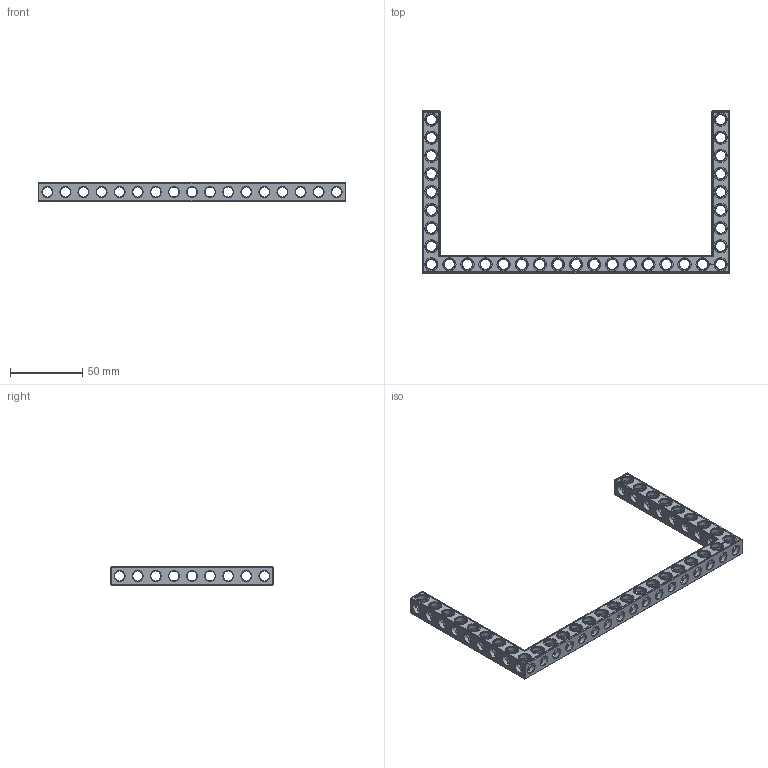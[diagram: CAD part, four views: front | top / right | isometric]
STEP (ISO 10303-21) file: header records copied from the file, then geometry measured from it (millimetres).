
FILE_DESCRIPTION(('FreeCAD Model'),'2;1');
FILE_NAME('Open CASCADE Shape Model','2022-03-06T17:31:27',('Author'),( ''),'Open CASCADE STEP processor 7.5','FreeCAD','Unknown');
FILE_SCHEMA(('AUTOMOTIVE_DESIGN { 1 0 10303 214 1 1 1 1 }'));
Products named in the file (1): Beam AGD ESS USH SYM BU17x09x01 - SPN-BEM-0582 (stemfie.org)
Bounding box: 212.5 x 112.5 x 12.5 mm (x, y, z)
Volume: 32237.8 mm3; surface area: 28820.6 mm2
Topology: 1 solids, 1 shells, 914 faces, 2778 edges, 1801 vertices
Faces by surface type: plane 405, cylinder 199, extrusion 176, cone 134
Full cylindrical faces by diameter (mm): 6.98 x20, 7 x146, 9.2 x33
Entity records: 155474 total; most frequent: CARTESIAN_POINT 103585, DIRECTION 8422, ORIENTED_EDGE 5556, PCURVE 5556, DEFINITIONAL_REPRESENTATION 5556, VECTOR 5275, LINE 5099, EDGE_CURVE 2778
